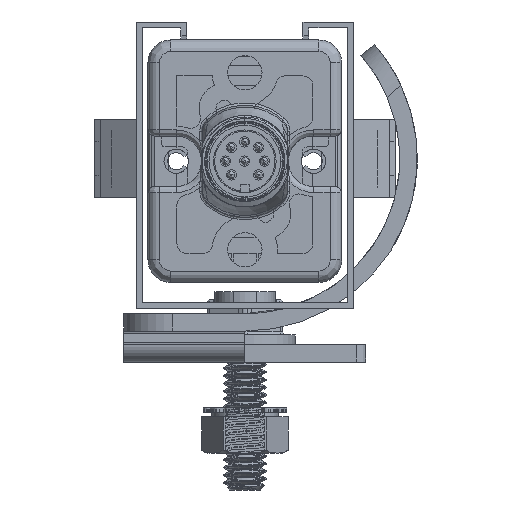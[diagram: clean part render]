
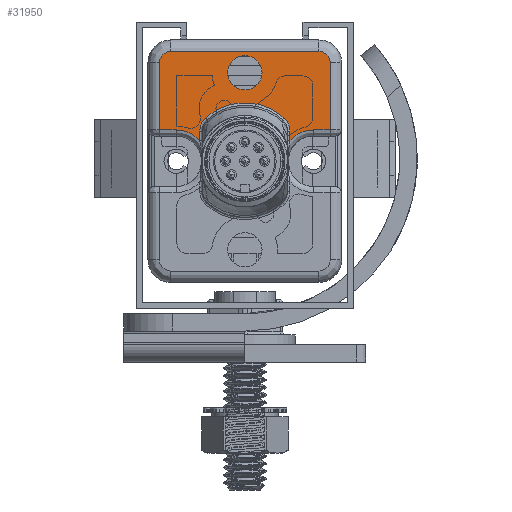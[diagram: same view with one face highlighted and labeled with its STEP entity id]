
A CAD part, front view. The second image highlights one B-rep face of the part: STEP entity #31950.
In plain terms, the highlighted planar face has unit normal (0, -1, 0).
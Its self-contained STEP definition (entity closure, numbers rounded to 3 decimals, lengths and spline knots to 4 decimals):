
#5081=CARTESIAN_POINT('',(0.1417,-49.3701,
0.7818));
#5082=DIRECTION('',(0.,1.,0.));
#5083=DIRECTION('',(0.673,0.,0.74));
#5084=AXIS2_PLACEMENT_3D('',#5081,#5082,#5083);
#5086=CARTESIAN_POINT('',(0.,-49.3701,0.626));
#5087=DIRECTION('',(0.,1.,0.));
#5088=DIRECTION('',(-0.673,0.,0.74));
#5089=AXIS2_PLACEMENT_3D('',#5086,#5087,#5088);
#5091=CARTESIAN_POINT('',(-0.1417,-49.3701,
0.7818));
#5092=DIRECTION('',(0.,1.,0.));
#5093=DIRECTION('',(-1.,0.,0.));
#5094=AXIS2_PLACEMENT_3D('',#5091,#5092,#5093);
#5096=DIRECTION('',(0.,0.,1.));
#5097=VECTOR('',#5096,0.0502);
#5098=CARTESIAN_POINT('',(-0.2323,-49.3701,
0.7316));
#5099=LINE('',#5098,#5097);
#5100=CARTESIAN_POINT('',(-0.3543,-49.3701,
0.626));
#5101=DIRECTION('',(0.,1.,0.));
#5102=DIRECTION('',(0.,0.,1.));
#5103=AXIS2_PLACEMENT_3D('',#5100,#5101,#5102);
#5105=DIRECTION('',(1.,0.,0.));
#5106=VECTOR('',#5105,0.0866);
#5107=CARTESIAN_POINT('',(-0.4409,-49.3701,
0.7874));
#5108=LINE('',#5107,#5106);
#5109=DIRECTION('',(0.,0.,-1.));
#5110=VECTOR('',#5109,0.3465);
#5111=CARTESIAN_POINT('',(-0.4409,-49.3701,
1.1339));
#5112=LINE('',#5111,#5110);
#5113=CARTESIAN_POINT('',(-0.3819,-49.3701,
1.1339));
#5114=DIRECTION('',(0.,-1.,0.));
#5115=DIRECTION('',(0.,0.,1.));
#5116=AXIS2_PLACEMENT_3D('',#5113,#5114,#5115);
#5118=DIRECTION('',(-1.,0.,0.));
#5119=VECTOR('',#5118,0.7638);
#5120=CARTESIAN_POINT('',(0.3819,-49.3701,
1.1929));
#5121=LINE('',#5120,#5119);
#5122=CARTESIAN_POINT('',(0.3819,-49.3701,
1.1339));
#5123=DIRECTION('',(0.,-1.,0.));
#5124=DIRECTION('',(1.,0.,0.));
#5125=AXIS2_PLACEMENT_3D('',#5122,#5123,#5124);
#5127=DIRECTION('',(0.,0.,1.));
#5128=VECTOR('',#5127,0.3465);
#5129=CARTESIAN_POINT('',(0.4409,-49.3701,
0.7874));
#5130=LINE('',#5129,#5128);
#5131=DIRECTION('',(1.,0.,0.));
#5132=VECTOR('',#5131,0.0866);
#5133=CARTESIAN_POINT('',(0.3543,-49.3701,
0.7874));
#5134=LINE('',#5133,#5132);
#5135=CARTESIAN_POINT('',(0.3543,-49.3701,
0.626));
#5136=DIRECTION('',(0.,1.,0.));
#5137=DIRECTION('',(-0.756,0.,0.654));
#5138=AXIS2_PLACEMENT_3D('',#5135,#5136,#5137);
#5140=DIRECTION('',(0.,0.,-1.));
#5141=VECTOR('',#5140,0.0502);
#5142=CARTESIAN_POINT('',(0.2323,-49.3701,
0.7818));
#5143=LINE('',#5142,#5141);
#5144=CARTESIAN_POINT('',(0.,-49.3701,1.0827));
#5145=DIRECTION('',(0.,-1.,0.));
#5146=DIRECTION('',(1.,0.,0.));
#5147=AXIS2_PLACEMENT_3D('',#5144,#5145,#5146);
#5149=CARTESIAN_POINT('',(0.,-49.3701,1.0827));
#5150=DIRECTION('',(0.,-1.,0.));
#5151=DIRECTION('',(-1.,0.,0.));
#5152=AXIS2_PLACEMENT_3D('',#5149,#5150,#5151);
#5423=CARTESIAN_POINT('',(-0.2323,-49.3701,
0.7316));
#25007=CARTESIAN_POINT('',(-0.3819,-49.3701,
1.1929));
#25008=CARTESIAN_POINT('',(-0.4409,-49.3701,
1.1339));
#25009=VERTEX_POINT('',#25007);
#25010=VERTEX_POINT('',#25008);
#25015=CARTESIAN_POINT('',(0.3819,-49.3701,
1.1929));
#25016=VERTEX_POINT('',#25015);
#25019=CARTESIAN_POINT('',(0.4409,-49.3701,
1.1339));
#25020=VERTEX_POINT('',#25019);
#25063=CARTESIAN_POINT('',(0.4409,-49.3701,
0.7874));
#25064=VERTEX_POINT('',#25063);
#25067=CARTESIAN_POINT('',(0.3543,-49.3701,
0.7874));
#25068=VERTEX_POINT('',#25067);
#25095=CARTESIAN_POINT('',(-0.4409,-49.3701,
0.7874));
#25096=VERTEX_POINT('',#25095);
#25099=CARTESIAN_POINT('',(-0.3543,-49.3701,
0.7874));
#25100=VERTEX_POINT('',#25099);
#25131=CARTESIAN_POINT('',(0.2027,-49.3701,
0.8488));
#25132=CARTESIAN_POINT('',(0.2323,-49.3701,
0.7818));
#25133=VERTEX_POINT('',#25131);
#25134=VERTEX_POINT('',#25132);
#25137=CARTESIAN_POINT('',(0.2323,-49.3701,
0.7316));
#25138=VERTEX_POINT('',#25137);
#25162=VERTEX_POINT('',#5423);
#25165=CARTESIAN_POINT('',(-0.2323,-49.3701,
0.7818));
#25166=VERTEX_POINT('',#25165);
#25169=CARTESIAN_POINT('',(-0.2027,-49.3701,
0.8488));
#25170=VERTEX_POINT('',#25169);
#25179=CARTESIAN_POINT('',(0.0885,-49.3701,1.0827));
#25180=CARTESIAN_POINT('',(-0.0885,-49.3701,1.0827));
#25181=VERTEX_POINT('',#25179);
#25182=VERTEX_POINT('',#25180);
#31911=CARTESIAN_POINT('',(0.,-49.3701,0.));
#31912=DIRECTION('',(0.,-1.,0.));
#31913=DIRECTION('',(1.,0.,0.));
#31914=AXIS2_PLACEMENT_3D('',#31911,#31912,#31913);
#31915=PLANE('',#31914);
#31917=ORIENTED_EDGE('',*,*,#31916,.F.);
#31919=ORIENTED_EDGE('',*,*,#31918,.F.);
#31921=ORIENTED_EDGE('',*,*,#31920,.F.);
#31923=ORIENTED_EDGE('',*,*,#31922,.F.);
#31925=ORIENTED_EDGE('',*,*,#31924,.F.);
#31927=ORIENTED_EDGE('',*,*,#31926,.F.);
#31929=ORIENTED_EDGE('',*,*,#31928,.F.);
#31931=ORIENTED_EDGE('',*,*,#31930,.F.);
#31933=ORIENTED_EDGE('',*,*,#31932,.F.);
#31934=ORIENTED_EDGE('',*,*,#31901,.F.);
#31936=ORIENTED_EDGE('',*,*,#31935,.F.);
#31938=ORIENTED_EDGE('',*,*,#31937,.F.);
#31939=ORIENTED_EDGE('',*,*,#29030,.F.);
#31941=ORIENTED_EDGE('',*,*,#31940,.F.);
#31942=EDGE_LOOP('',(#31917,#31919,#31921,#31923,#31925,#31927,#31929,#31931,
#31933,#31934,#31936,#31938,#31939,#31941));
#31943=FACE_OUTER_BOUND('',#31942,.F.);
#31945=ORIENTED_EDGE('',*,*,#31944,.T.);
#31947=ORIENTED_EDGE('',*,*,#31946,.T.);
#31948=EDGE_LOOP('',(#31945,#31947));
#31949=FACE_BOUND('',#31948,.F.);
#31950=ADVANCED_FACE('',(#31943,#31949),#31915,.T.);
#5085=CIRCLE('',#5084,0.0906);
#5090=CIRCLE('',#5089,0.3012);
#5095=CIRCLE('',#5094,0.0906);
#5104=CIRCLE('',#5103,0.1614);
#5117=CIRCLE('',#5116,0.0591);
#5126=CIRCLE('',#5125,0.0591);
#5139=CIRCLE('',#5138,0.1614);
#5148=CIRCLE('',#5147,0.0885);
#5153=CIRCLE('',#5152,0.0885);
#29030=EDGE_CURVE('',#25138,#25068,#5139,.T.);
#31901=EDGE_CURVE('',#25020,#25016,#5126,.T.);
#31916=EDGE_CURVE('',#25133,#25134,#5085,.T.);
#31918=EDGE_CURVE('',#25170,#25133,#5090,.T.);
#31920=EDGE_CURVE('',#25166,#25170,#5095,.T.);
#31922=EDGE_CURVE('',#25162,#25166,#5099,.T.);
#31924=EDGE_CURVE('',#25100,#25162,#5104,.T.);
#31926=EDGE_CURVE('',#25096,#25100,#5108,.T.);
#31928=EDGE_CURVE('',#25010,#25096,#5112,.T.);
#31930=EDGE_CURVE('',#25009,#25010,#5117,.T.);
#31932=EDGE_CURVE('',#25016,#25009,#5121,.T.);
#31935=EDGE_CURVE('',#25064,#25020,#5130,.T.);
#31937=EDGE_CURVE('',#25068,#25064,#5134,.T.);
#31940=EDGE_CURVE('',#25134,#25138,#5143,.T.);
#31944=EDGE_CURVE('',#25181,#25182,#5148,.T.);
#31946=EDGE_CURVE('',#25182,#25181,#5153,.T.);
